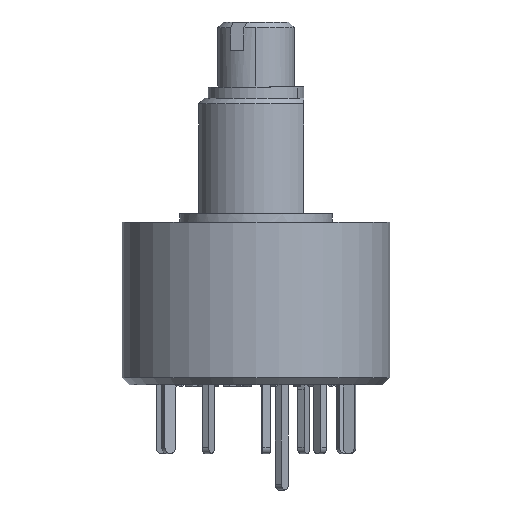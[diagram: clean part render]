
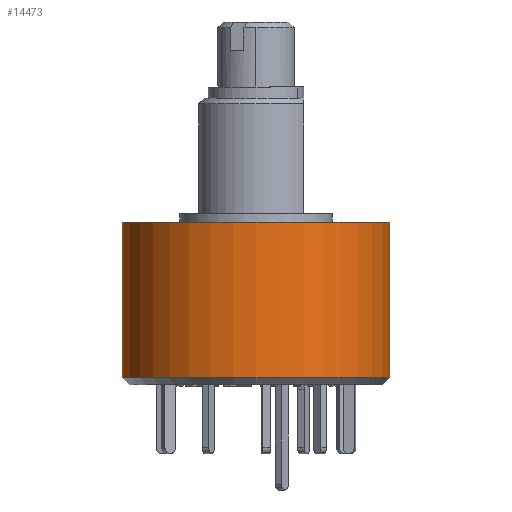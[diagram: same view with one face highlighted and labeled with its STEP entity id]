
A CAD part, left-side view. The second image highlights one B-rep face of the part: STEP entity #14473.
In plain terms, the highlighted cylindrical face has radius 7 mm (diameter 14 mm), a partial arc.
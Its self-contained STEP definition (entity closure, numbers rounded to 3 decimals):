
#15 = CARTESIAN_POINT ( 'NONE',  ( 0., 7., -0.45 ) ) ;
#66 = FACE_OUTER_BOUND ( 'NONE', #9172, .T. ) ;
#277 = DIRECTION ( 'NONE',  ( 0., 0., 1. ) ) ;
#660 = VERTEX_POINT ( 'NONE', #5836 ) ;
#863 = VERTEX_POINT ( 'NONE', #15197 ) ;
#1750 = EDGE_CURVE ( 'NONE', #660, #11879, #14314, .T. ) ;
#1794 = ORIENTED_EDGE ( 'NONE', *, *, #13522, .F. ) ;
#2978 = CYLINDRICAL_SURFACE ( 'NONE', #7700, 7. ) ;
#3840 = DIRECTION ( 'NONE',  ( 0., 0., -1. ) ) ;
#5537 = DIRECTION ( 'NONE',  ( 0., 0., 1. ) ) ;
#5836 = CARTESIAN_POINT ( 'NONE',  ( 0., -7., -0.45 ) ) ;
#6395 = CARTESIAN_POINT ( 'NONE',  ( 0., 0., -0.45 ) ) ;
#6813 = DIRECTION ( 'NONE',  ( 0., -1., 0. ) ) ;
#6854 = AXIS2_PLACEMENT_3D ( 'NONE', #6395, #277, #8839 ) ;
#6941 = ORIENTED_EDGE ( 'NONE', *, *, #14639, .T. ) ;
#7239 = DIRECTION ( 'NONE',  ( 0., 0., -1. ) ) ;
#7700 = AXIS2_PLACEMENT_3D ( 'NONE', #13588, #7239, #14681 ) ;
#8161 = CARTESIAN_POINT ( 'NONE',  ( 0., 0., -8.574 ) ) ;
#8839 = DIRECTION ( 'NONE',  ( 0., -1., 0. ) ) ;
#9045 = ORIENTED_EDGE ( 'NONE', *, *, #12570, .T. ) ;
#9172 = EDGE_LOOP ( 'NONE', ( #10399, #1794, #6941, #9045 ) ) ;
#9289 = CARTESIAN_POINT ( 'NONE',  ( 0., 7., -0.45 ) ) ;
#10209 = CIRCLE ( 'NONE', #6854, 7. ) ;
#10399 = ORIENTED_EDGE ( 'NONE', *, *, #1750, .F. ) ;
#10458 = CARTESIAN_POINT ( 'NONE',  ( 0., -7., -0.45 ) ) ;
#10865 = CIRCLE ( 'NONE', #13703, 7. ) ;
#11879 = VERTEX_POINT ( 'NONE', #12881 ) ;
#12130 = VECTOR ( 'NONE', #3840, 1000. ) ;
#12570 = EDGE_CURVE ( 'NONE', #863, #11879, #10865, .T. ) ;
#12881 = CARTESIAN_POINT ( 'NONE',  ( 0., -7., -8.574 ) ) ;
#12991 = DIRECTION ( 'NONE',  ( 0., 0., -1. ) ) ;
#13161 = VECTOR ( 'NONE', #12991, 1000. ) ;
#13522 = EDGE_CURVE ( 'NONE', #15872, #660, #10209, .T. ) ;
#13588 = CARTESIAN_POINT ( 'NONE',  ( 0., 0., -0.45 ) ) ;
#13703 = AXIS2_PLACEMENT_3D ( 'NONE', #8161, #5537, #6813 ) ;
#14314 = LINE ( 'NONE', #10458, #13161 ) ;
#14473 = ADVANCED_FACE ( 'NONE', ( #66 ), #2978, .T. ) ;
#14639 = EDGE_CURVE ( 'NONE', #15872, #863, #15453, .T. ) ;
#14681 = DIRECTION ( 'NONE',  ( 0., 1., 0. ) ) ;
#15197 = CARTESIAN_POINT ( 'NONE',  ( 0., 7., -8.574 ) ) ;
#15453 = LINE ( 'NONE', #15, #12130 ) ;
#15872 = VERTEX_POINT ( 'NONE', #9289 ) ;
